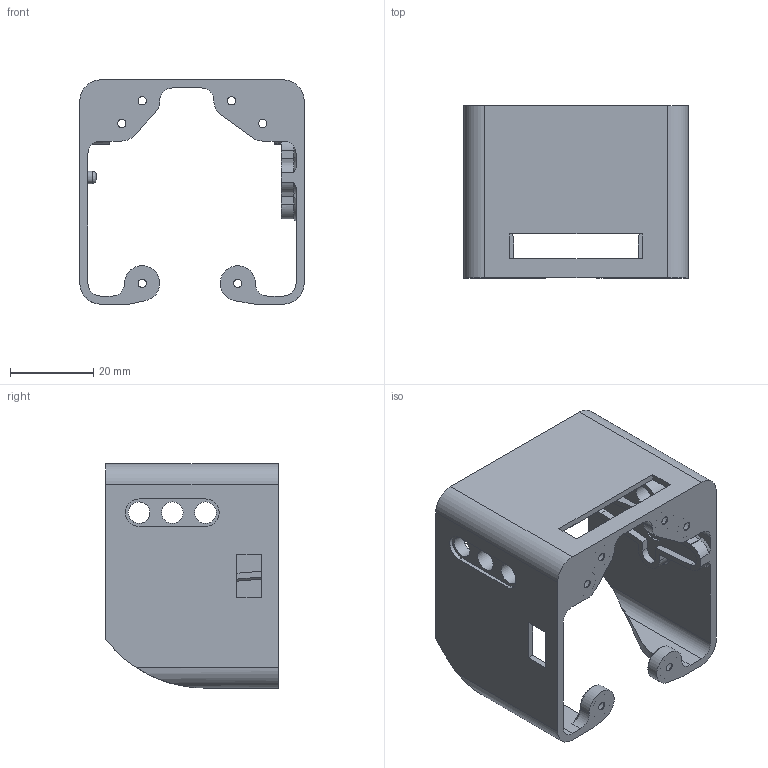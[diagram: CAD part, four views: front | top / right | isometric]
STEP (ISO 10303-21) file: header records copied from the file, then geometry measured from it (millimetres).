
FILE_DESCRIPTION(/* description */ ('','CAx-IF Rec.Pracs.---Representation and Presentation of Product Manufacturing Information (PMI)---4.0---2014-10-13'),/* implementation_level */ '2;1');
FILE_NAME(/* name */ 'shell_SG90_Core2_AWS v29.step',/* time_stamp */ '2025-01-23T19:20:54+09:00',/* author */ (''),/* organization */ (''),/* preprocessor_version */ 'ST-DEVELOPER v20',/* originating_system */ 'Autodesk Translation Framework v13.20.0.188',/* authorisation */ '');
FILE_SCHEMA (('AP242_MANAGED_MODEL_BASED_3D_ENGINEERING_MIM_LF { 1 0 10303 442 1 1 4 }'));
Length unit declared in the file: millimetre
Products named in the file (1): shell_SG90_Core2_AWS
Bounding box: 54 x 41.5 x 54 mm (x, y, z)
Volume: 15055 mm3; surface area: 16619.1 mm2
Topology: 1 solids, 1 shells, 463 faces, 1256 edges, 818 vertices
Faces by surface type: plane 195, bspline 170, cylinder 69, cone 24, torus 5
Full cylindrical faces by diameter (mm): 2 x7, 3 x1, 3.8 x1, 5 x1, 5.2 x6, 5.6 x1, 6.08 x6
Entity records: 16975 total; most frequent: CARTESIAN_POINT 6358, ORIENTED_EDGE 2512, DIRECTION 1635, EDGE_CURVE 1256, VERTEX_POINT 818, LINE 701, VECTOR 701, EDGE_LOOP 516
